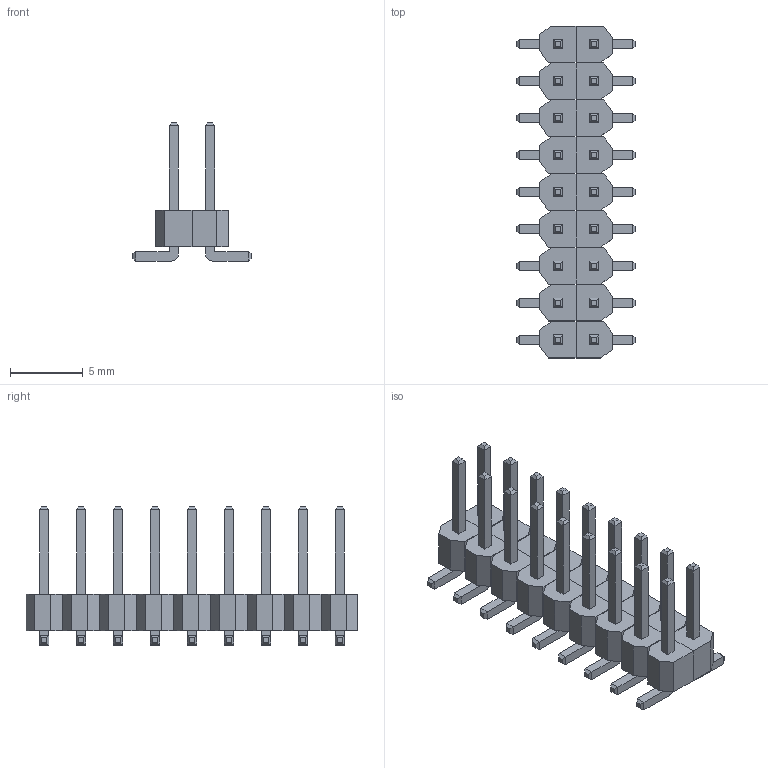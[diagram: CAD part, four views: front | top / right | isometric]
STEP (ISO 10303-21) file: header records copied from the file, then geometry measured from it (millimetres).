
FILE_DESCRIPTION (( 'STEP AP214' ), '1' );
FILE_NAME ('PLD-18S.STEP', '2022-04-19T09:19:57', ( '' ), ( '' ), 'SwSTEP 2.0', 'SolidWorks 2019', '' );
FILE_SCHEMA (( 'AUTOMOTIVE_DESIGN' ));
Length unit declared in the file: millimetre
Products named in the file (1): PLD-18S
Bounding box: 8.14 x 22.82 x 9.5 mm (x, y, z)
Volume: 328.6 mm3; surface area: 1045.1 mm2
Topology: 18 solids, 18 shells, 522 faces, 1206 edges, 756 vertices
Faces by surface type: plane 504, cylinder 18
Entity records: 20243 total; most frequent: CARTESIAN_POINT 2485, ORIENTED_EDGE 2412, DIRECTION 2288, EDGE_CURVE 1206, LINE 1170, VECTOR 1170, VERTEX_POINT 756, AXIS2_PLACEMENT_3D 559
